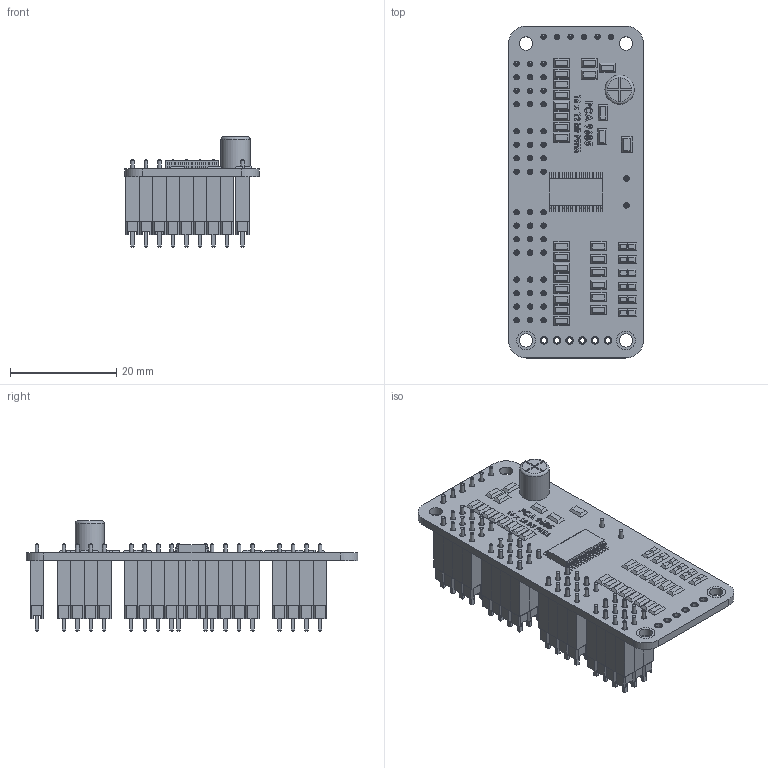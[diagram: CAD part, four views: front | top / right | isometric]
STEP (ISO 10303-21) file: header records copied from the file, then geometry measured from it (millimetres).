
FILE_DESCRIPTION(/* description */ ('STEP AP242','CAx-IF Rec.Pracs.---Representation and Presentation of Product Manufacturing Information (PMI)---4.0---2014-10-13','CAx-IF Rec.Pracs.---3D Tessellated Geometry---0.4---2014-09-14','2;1'),/* implementation_level */ '2;1');
FILE_NAME(/* name */ '621a73b703898d0c94cc4c7d',/* time_stamp */ '2022-02-26T18:38:50+00:00',/* author */ (''),/* organization */ (''),/* preprocessor_version */ 'ST-DEVELOPER v18.101',/* originating_system */ ' ',/* authorisation */ ' ');
FILE_SCHEMA (('AP242_MANAGED_MODEL_BASED_3D_ENGINEERING_MIM_LF { 1 0 10303 442 1 1 4 }'));
Length unit declared in the file: metre
Products named in the file (136): 12_channel_servo_controller_headers; Part 7; Part 6; Part 5; Part 1; Part 2; Part 3; Male Header 3x4 <3>; Male Header <1>; Male Header <5>; Male Header <8>; Male Header <4>; Male Header <6>; Male Header <12>; Male Header <3>; Male Header <2>; Male Header <7>; Male Header <11>; Male Header <10>; Male Header <9>; Part 4; Female Header 3x4 <1>; Female Header Pin <2>; Female Header Pin <7>; Female Header Pin <4>; Female Header Pin <5>; Female Header Pin <8>; Female Header Pin <6>; Female Header Pin <3>; Female Header Pin <12>; Female Header Pin <9>; Female Header Pin <11>; Female Header Pin <10>; Female Header Pin <1>; Female Header 1x6 <1>; Male Header 1x6 <1>; Male Header 1x2 5.08 <1>; Male Header 3x4 <1>; Female Header 1x2 5.08 <1>; Female Header 3x4 <3> ...
Assembly tree (357 placements, depth 4):
  12_channel_servo_controller_headers
    Part 7
    Part 6
    Part 5
    Part 1
    Part 2
    Part 3
    Male Header 3x4 <3>
      Male Header <1>
        Part 1
        Part 1
      Male Header <5>
        Part 1
        Part 1
      Male Header <8>
        Part 1
        Part 1
      Male Header <4>
        Part 1
        Part 1
      Male Header <6>
        Part 1
        Part 1
      Male Header <12>
        Part 1
        Part 1
      Male Header <3>
        Part 1
        Part 1
      Male Header <2>
        Part 1
        Part 1
      Male Header <7>
        Part 1
        Part 1
      Male Header <11>
        Part 1
        Part 1
      Male Header <10>
        Part 1
        Part 1
      Male Header <9>
        Part 1
        Part 1
    Part 4
    Female Header 3x4 <1>
      Female Header Pin <2>
        Part 1
        Part 1
      Female Header Pin <7>
        Part 1
        Part 1
      Female Header Pin <4>
        Part 1
        Part 1
      Female Header Pin <5>
        Part 1
        Part 1
      Female Header Pin <8>
        Part 1
Bounding box: 25.4 x 62.5 x 20.75 mm (x, y, z)
Volume: 6077.8 mm3; surface area: 17206.3 mm2
Topology: 233 solids, 233 shells, 4706 faces, 11012 edges, 6959 vertices
Faces by surface type: plane 4314, cylinder 249, bspline 86, cone 56, torus 1
Full cylindrical faces by diameter (mm): 0.67 x56, 1 x6, 1.02 x56, 1.4 x12, 2.5 x4, 3.5 x6, 5.5 x1
Entity records: 48291 total; most frequent: CARTESIAN_POINT 10880, DIRECTION 5709, ORIENTED_EDGE 5276, EDGE_CURVE 2638, LINE 2069, VECTOR 2069, AXIS2_PLACEMENT_3D 1820, VERTEX_POINT 1671
